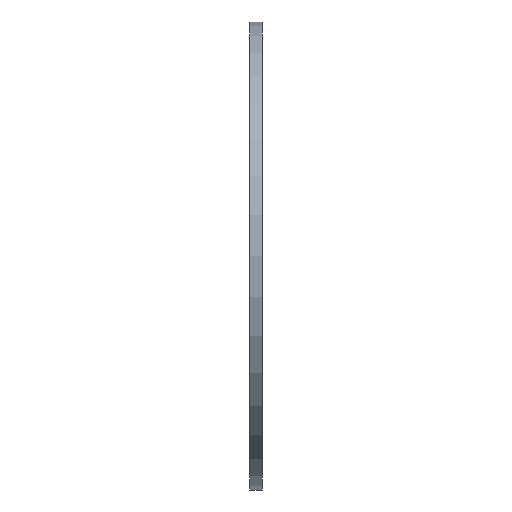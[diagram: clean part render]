
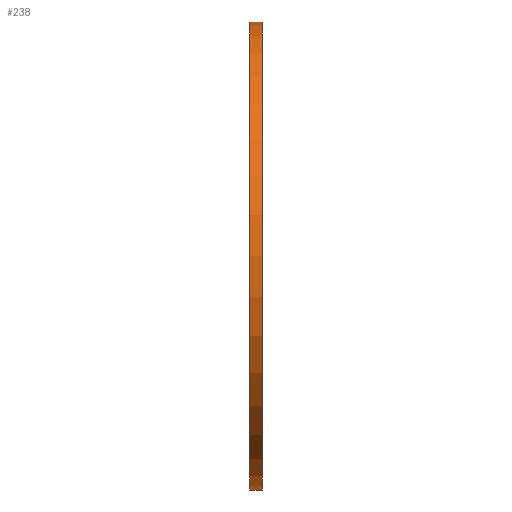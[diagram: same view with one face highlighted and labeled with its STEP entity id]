
A CAD part, left-side view. The second image highlights one B-rep face of the part: STEP entity #238.
In plain terms, the highlighted cylindrical face has radius 55 mm (diameter 110 mm), a partial arc.
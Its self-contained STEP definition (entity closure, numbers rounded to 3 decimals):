
#28 = ORIENTED_EDGE ( 'NONE', *, *, #170, .F. ) ;
#100 = CARTESIAN_POINT ( 'NONE',  ( 0., 3., -55. ) ) ;
#104 = DIRECTION ( 'NONE',  ( 0., 0., -1. ) ) ;
#112 = DIRECTION ( 'NONE',  ( 0., 0., 1. ) ) ;
#118 = AXIS2_PLACEMENT_3D ( 'NONE', #591, #876, #867 ) ;
#127 = DIRECTION ( 'NONE',  ( 0., -1., 0. ) ) ;
#139 = AXIS2_PLACEMENT_3D ( 'NONE', #884, #249, #104 ) ;
#141 = ORIENTED_EDGE ( 'NONE', *, *, #856, .F. ) ;
#163 = CARTESIAN_POINT ( 'NONE',  ( 0., 3., -55. ) ) ;
#166 = VERTEX_POINT ( 'NONE', #244 ) ;
#168 = CARTESIAN_POINT ( 'NONE',  ( 0., 3., 55. ) ) ;
#170 = EDGE_CURVE ( 'NONE', #487, #237, #823, .T. ) ;
#182 = CARTESIAN_POINT ( 'NONE',  ( 0., 0., -55. ) ) ;
#237 = VERTEX_POINT ( 'NONE', #168 ) ;
#238 = ADVANCED_FACE ( 'NONE', ( #311 ), #597, .T. ) ;
#244 = CARTESIAN_POINT ( 'NONE',  ( 0., 0., 55. ) ) ;
#249 = DIRECTION ( 'NONE',  ( 0., -1., 0. ) ) ;
#289 = LINE ( 'NONE', #163, #454 ) ;
#311 = FACE_OUTER_BOUND ( 'NONE', #700, .T. ) ;
#454 = VECTOR ( 'NONE', #857, 1000. ) ;
#487 = VERTEX_POINT ( 'NONE', #100 ) ;
#498 = EDGE_CURVE ( 'NONE', #487, #715, #289, .T. ) ;
#514 = AXIS2_PLACEMENT_3D ( 'NONE', #532, #802, #112 ) ;
#520 = ORIENTED_EDGE ( 'NONE', *, *, #498, .T. ) ;
#532 = CARTESIAN_POINT ( 'NONE',  ( 0., 3., 0. ) ) ;
#591 = CARTESIAN_POINT ( 'NONE',  ( 0., 0., 0. ) ) ;
#593 = ORIENTED_EDGE ( 'NONE', *, *, #620, .T. ) ;
#597 = CYLINDRICAL_SURFACE ( 'NONE', #139, 55. ) ;
#620 = EDGE_CURVE ( 'NONE', #715, #166, #804, .T. ) ;
#698 = LINE ( 'NONE', #763, #836 ) ;
#700 = EDGE_LOOP ( 'NONE', ( #141, #28, #520, #593 ) ) ;
#715 = VERTEX_POINT ( 'NONE', #182 ) ;
#763 = CARTESIAN_POINT ( 'NONE',  ( 0., 3., 55. ) ) ;
#802 = DIRECTION ( 'NONE',  ( 0., 1., 0. ) ) ;
#804 = CIRCLE ( 'NONE', #118, 55. ) ;
#823 = CIRCLE ( 'NONE', #514, 55. ) ;
#836 = VECTOR ( 'NONE', #127, 1000. ) ;
#856 = EDGE_CURVE ( 'NONE', #237, #166, #698, .T. ) ;
#857 = DIRECTION ( 'NONE',  ( 0., -1., 0. ) ) ;
#867 = DIRECTION ( 'NONE',  ( 0., 0., 1. ) ) ;
#876 = DIRECTION ( 'NONE',  ( 0., 1., 0. ) ) ;
#884 = CARTESIAN_POINT ( 'NONE',  ( 0., 3., 0. ) ) ;
